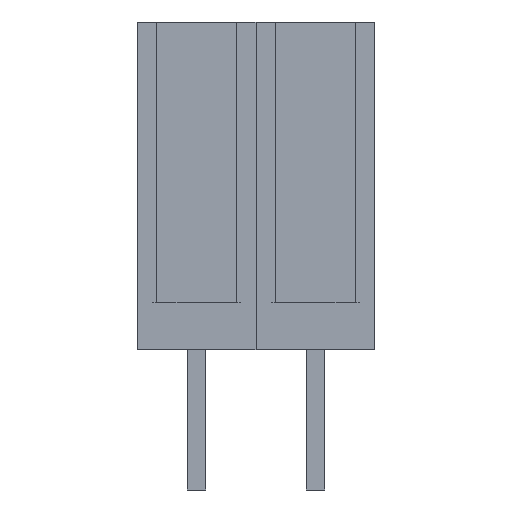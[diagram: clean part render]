
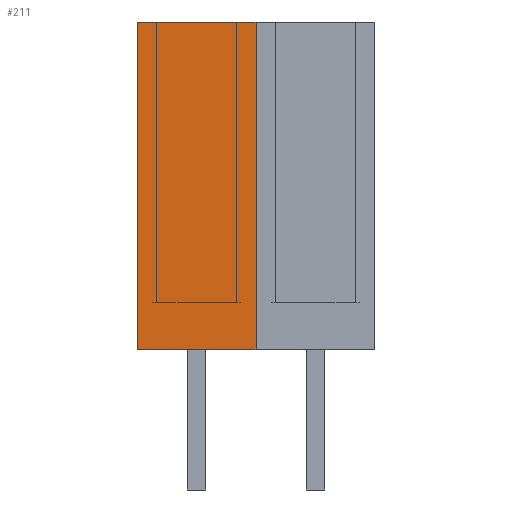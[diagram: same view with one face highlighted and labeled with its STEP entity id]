
A CAD part, front view. The second image highlights one B-rep face of the part: STEP entity #211.
In plain terms, the highlighted planar face has unit normal (0, -1, 0).
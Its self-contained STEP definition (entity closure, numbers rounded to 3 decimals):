
#13=DIRECTION('',(0.,0.,1.));
#14=DIRECTION('',(1.,0.,0.));
#187=EDGE_CURVE('',#188,#190,#192,.T.);
#188=VERTEX_POINT('',#189);
#189=CARTESIAN_POINT('',(-1.27,-1.271,0.));
#190=VERTEX_POINT('',#191);
#191=CARTESIAN_POINT('',(-1.27,-1.271,7.));
#192=LINE('',#189,#193);
#193=VECTOR('',#13,1.);
#200=DIRECTION('',(0.,1.,0.));
#211=ADVANCED_FACE('',(#212),#229,.F.);
#212=FACE_BOUND('',#213,.F.);
#213=EDGE_LOOP('',(#214,#220,#221,#226));
#214=ORIENTED_EDGE('',*,*,#215,.F.);
#215=EDGE_CURVE('',#188,#216,#218,.T.);
#216=VERTEX_POINT('',#217);
#217=CARTESIAN_POINT('',(1.27,-1.271,0.));
#218=LINE('',#189,#219);
#219=VECTOR('',#14,1.);
#220=ORIENTED_EDGE('',*,*,#187,.T.);
#221=ORIENTED_EDGE('',*,*,#222,.T.);
#222=EDGE_CURVE('',#190,#223,#225,.T.);
#223=VERTEX_POINT('',#224);
#224=CARTESIAN_POINT('',(1.27,-1.271,7.));
#225=LINE('',#191,#219);
#226=ORIENTED_EDGE('',*,*,#227,.F.);
#227=EDGE_CURVE('',#216,#223,#228,.T.);
#228=LINE('',#217,#193);
#229=PLANE('',#230);
#230=AXIS2_PLACEMENT_3D('',#189,#200,#13);
